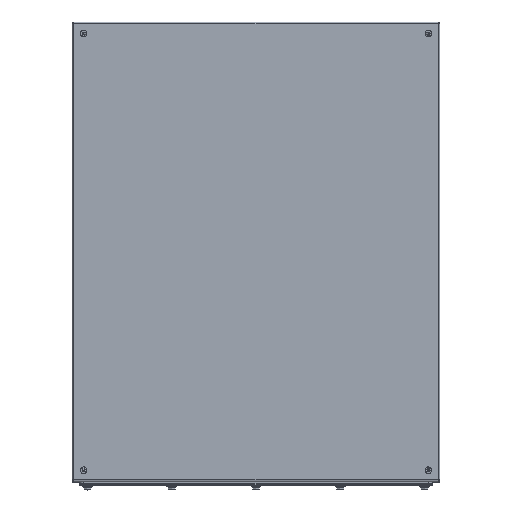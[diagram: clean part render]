
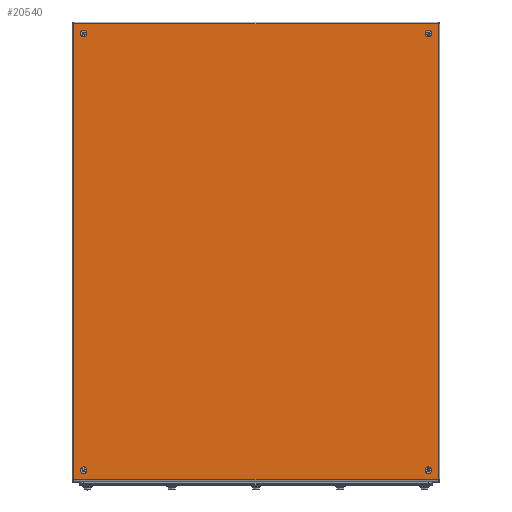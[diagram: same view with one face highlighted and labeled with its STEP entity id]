
A CAD part, top view. The second image highlights one B-rep face of the part: STEP entity #20540.
In plain terms, the highlighted face is planar.
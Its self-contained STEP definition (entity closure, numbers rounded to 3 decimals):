
#806=FACE_BOUND('',#3311,.T.);
#807=FACE_BOUND('',#3312,.T.);
#808=FACE_BOUND('',#3313,.T.);
#809=FACE_BOUND('',#3314,.T.);
#1498=PLANE('',#22270);
#2088=FACE_OUTER_BOUND('',#3310,.T.);
#3310=EDGE_LOOP('',(#14311,#14312,#14313,#14314));
#3311=EDGE_LOOP('',(#14315));
#3312=EDGE_LOOP('',(#14316));
#3313=EDGE_LOOP('',(#14317));
#3314=EDGE_LOOP('',(#14318));
#4741=LINE('',#32048,#6239);
#4748=LINE('',#32069,#6246);
#4754=LINE('',#32088,#6252);
#4760=LINE('',#32106,#6258);
#6239=VECTOR('',#25076,0.394);
#6246=VECTOR('',#25105,0.394);
#6252=VECTOR('',#25133,0.394);
#6258=VECTOR('',#25161,0.394);
#7419=CIRCLE('',#22094,0.219);
#7421=CIRCLE('',#22097,0.219);
#7423=CIRCLE('',#22100,0.219);
#7425=CIRCLE('',#22103,0.219);
#8509=VERTEX_POINT('',#30784);
#8511=VERTEX_POINT('',#30790);
#8513=VERTEX_POINT('',#30796);
#8515=VERTEX_POINT('',#30802);
#8677=VERTEX_POINT('',#32045);
#8678=VERTEX_POINT('',#32047);
#8681=VERTEX_POINT('',#32068);
#8683=VERTEX_POINT('',#32086);
#10472=EDGE_CURVE('',#8509,#8509,#7419,.T.);
#10475=EDGE_CURVE('',#8511,#8511,#7421,.T.);
#10478=EDGE_CURVE('',#8513,#8513,#7423,.T.);
#10481=EDGE_CURVE('',#8515,#8515,#7425,.T.);
#10761=EDGE_CURVE('',#8678,#8677,#4741,.T.);
#10772=EDGE_CURVE('',#8681,#8678,#4748,.T.);
#10782=EDGE_CURVE('',#8677,#8683,#4754,.T.);
#10792=EDGE_CURVE('',#8683,#8681,#4760,.T.);
#14311=ORIENTED_EDGE('',*,*,#10761,.T.);
#14312=ORIENTED_EDGE('',*,*,#10782,.T.);
#14313=ORIENTED_EDGE('',*,*,#10792,.T.);
#14314=ORIENTED_EDGE('',*,*,#10772,.T.);
#14315=ORIENTED_EDGE('',*,*,#10472,.T.);
#14316=ORIENTED_EDGE('',*,*,#10475,.T.);
#14317=ORIENTED_EDGE('',*,*,#10478,.T.);
#14318=ORIENTED_EDGE('',*,*,#10481,.T.);
#20540=ADVANCED_FACE('',(#2088,#806,#807,#808,#809),#1498,.F.);
#22094=AXIS2_PLACEMENT_3D('',#30785,#24586,#24587);
#22097=AXIS2_PLACEMENT_3D('',#30791,#24593,#24594);
#22100=AXIS2_PLACEMENT_3D('',#30797,#24600,#24601);
#22103=AXIS2_PLACEMENT_3D('',#30803,#24607,#24608);
#22270=AXIS2_PLACEMENT_3D('',#32121,#25186,#25187);
#24586=DIRECTION('center_axis',(0.,0.,1.));
#24587=DIRECTION('ref_axis',(1.,0.,0.));
#24593=DIRECTION('center_axis',(0.,0.,1.));
#24594=DIRECTION('ref_axis',(1.,0.,0.));
#24600=DIRECTION('center_axis',(0.,0.,1.));
#24601=DIRECTION('ref_axis',(1.,0.,0.));
#24607=DIRECTION('center_axis',(0.,0.,1.));
#24608=DIRECTION('ref_axis',(1.,0.,0.));
#25076=DIRECTION('',(-1.,0.,0.));
#25105=DIRECTION('',(0.,-1.,0.));
#25133=DIRECTION('',(0.,1.,0.));
#25161=DIRECTION('',(1.,0.,0.));
#25186=DIRECTION('center_axis',(0.,0.,1.));
#25187=DIRECTION('ref_axis',(1.,0.,0.));
#30784=CARTESIAN_POINT('',(0.531,0.75,0.));
#30785=CARTESIAN_POINT('Origin',(0.75,0.75,0.));
#30790=CARTESIAN_POINT('',(23.031,0.75,0.));
#30791=CARTESIAN_POINT('Origin',(23.25,0.75,0.));
#30796=CARTESIAN_POINT('',(0.531,29.25,0.));
#30797=CARTESIAN_POINT('Origin',(0.75,29.25,0.));
#30802=CARTESIAN_POINT('',(23.031,29.25,0.));
#30803=CARTESIAN_POINT('Origin',(23.25,29.25,0.));
#32045=CARTESIAN_POINT('',(0.121,0.121,0.));
#32047=CARTESIAN_POINT('',(23.879,0.121,0.));
#32048=CARTESIAN_POINT('',(17.94,0.121,0.));
#32068=CARTESIAN_POINT('',(23.879,29.879,0.));
#32069=CARTESIAN_POINT('',(23.879,22.44,0.));
#32086=CARTESIAN_POINT('',(0.121,29.879,0.));
#32088=CARTESIAN_POINT('',(0.121,7.56,0.));
#32106=CARTESIAN_POINT('',(6.06,29.879,0.));
#32121=CARTESIAN_POINT('Origin',(12.,15.,0.));
